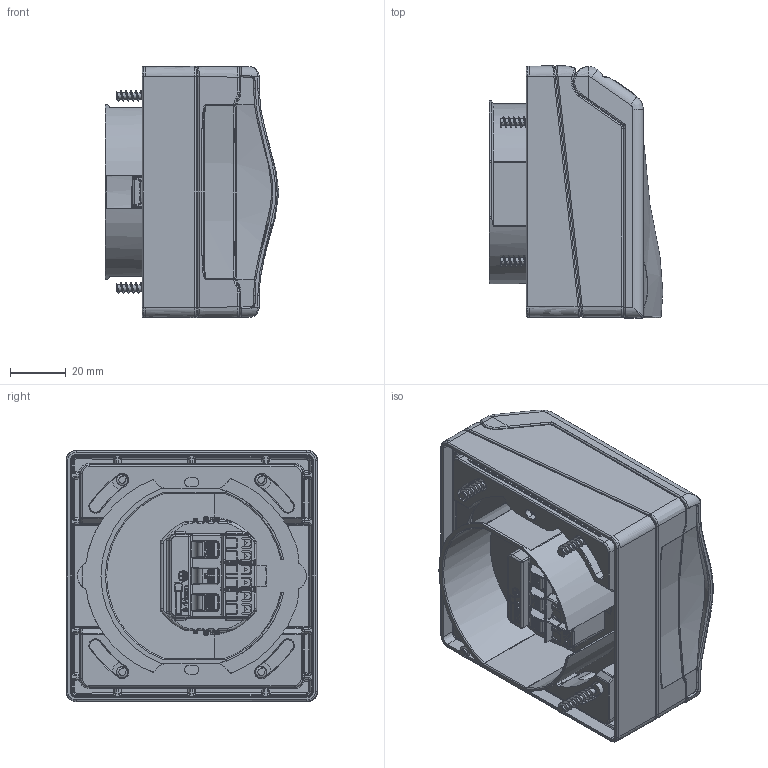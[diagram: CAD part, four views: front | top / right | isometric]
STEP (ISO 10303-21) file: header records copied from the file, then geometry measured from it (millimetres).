
FILE_DESCRIPTION (( 'STEP AP203' ), '1' );
FILE_NAME ('3D 8430v.STEP', '2024-01-18T11:50:55', ( '' ), ( '' ), 'SwSTEP 2.0', 'SolidWorks 2022', '' );
FILE_SCHEMA (( 'CONFIG_CONTROL_DESIGN' ));
Products named in the file (1): 3D 8430v
Bounding box: 62.22 x 90.21 x 90.15 mm (x, y, z)
Volume: 270989.2 mm3; surface area: 58711.1 mm2
Topology: 1 solids, 6 shells, 3174 faces, 8068 edges, 4805 vertices
Faces by surface type: cylinder 918, bspline 886, plane 847, cone 195, torus 169, sphere 159
Entity records: 130739 total; most frequent: CARTESIAN_POINT 63607, ORIENTED_EDGE 15832, DIRECTION 11816, EDGE_CURVE 7916, VERTEX_POINT 4796, AXIS2_PLACEMENT_3D 4392, EDGE_LOOP 3232, ADVANCED_FACE 3172
